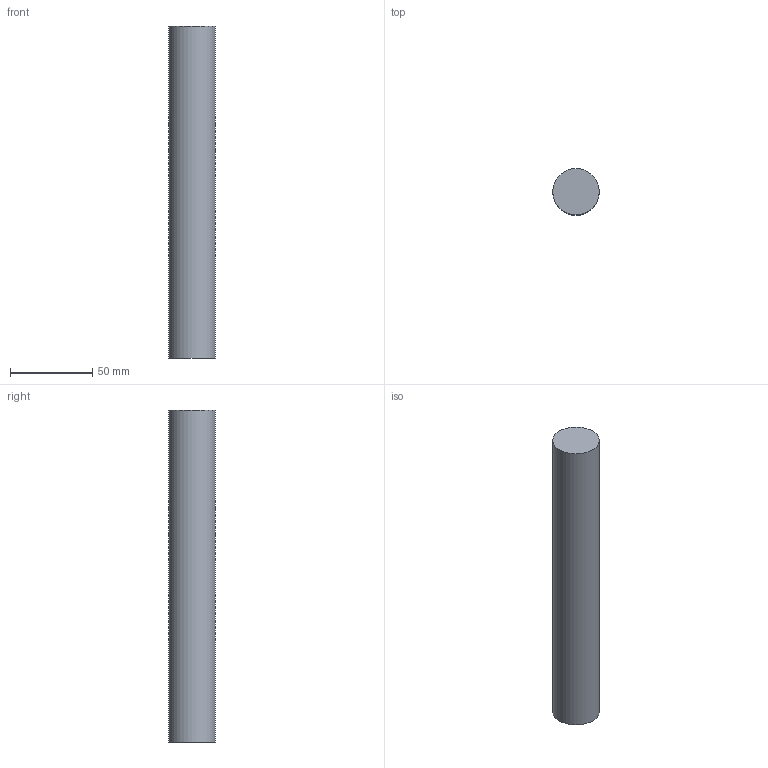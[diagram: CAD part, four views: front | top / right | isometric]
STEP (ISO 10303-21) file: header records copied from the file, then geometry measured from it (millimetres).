
FILE_DESCRIPTION(/* description */ (''),/* implementation_level */ '2;1');
FILE_NAME(/* name */ 'LIGHTSABER-TEMPLATE.stp',/* time_stamp */ '2019-05-03T18:11:29-04:00',/* author */ ('JMulac'),/* organization */ (''),/* preprocessor_version */ 'ST-DEVELOPER v17.2',/* originating_system */ 'Autodesk Inventor 2019',/* authorisation */ '');
FILE_SCHEMA (('AUTOMOTIVE_DESIGN { 1 0 10303 214 3 1 1 }'));
Length unit declared in the file: inch
Products named in the file (1): LIGHTSABER-TEMPLATE
Bounding box: 28.19 x 28.19 x 201.82 mm (x, y, z)
Volume: 76064.5 mm3; surface area: 147391 mm2
Topology: 6 solids, 6 shells, 35 faces, 91 edges, 69 vertices
Faces by surface type: cone 19, plane 13, bspline 2, cylinder 1
Full cylindrical faces by diameter (mm): 28.194 x1
Entity records: 1248 total; most frequent: CARTESIAN_POINT 247, DIRECTION 228, ORIENTED_EDGE 180, AXIS2_PLACEMENT_3D 104, EDGE_CURVE 90, CIRCLE 70, VERTEX_POINT 69, EDGE_LOOP 45
